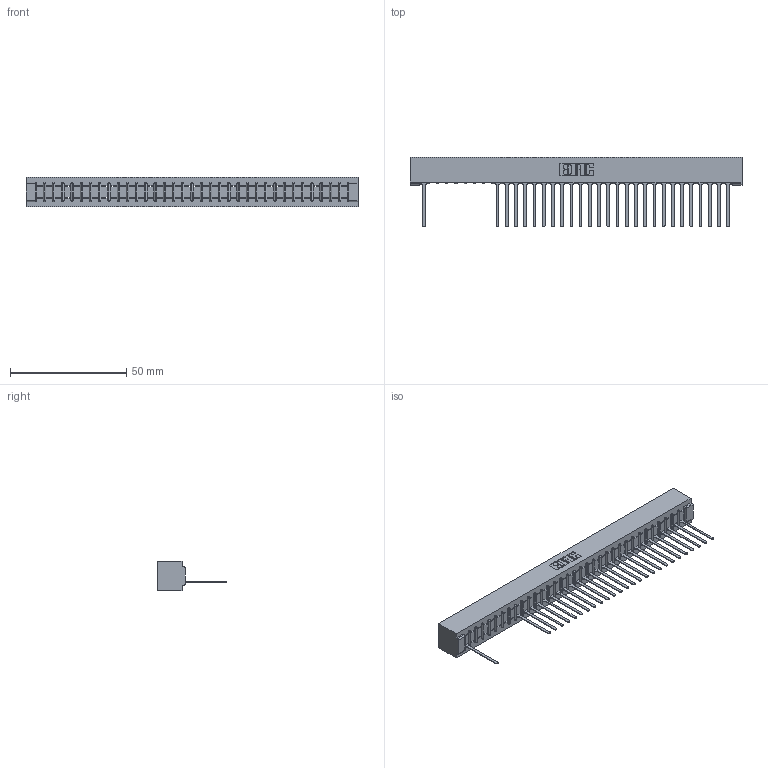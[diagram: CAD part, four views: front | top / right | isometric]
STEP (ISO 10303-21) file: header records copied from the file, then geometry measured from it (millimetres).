
FILE_DESCRIPTION (( 'STEP AP203' ), '1' );
FILE_NAME ('307-034-545-101.STEP', '2018-08-05T00:36:05', ( '' ), ( '' ), 'SwSTEP 2.0', 'SolidWorks 2016', '' );
FILE_SCHEMA (( 'CONFIG_CONTROL_DESIGN' ));
Length unit declared in the file: inch
Products named in the file (3): 307 Part_No Mounting Lugs; 307-290-001_545; 307-034-545-101
Assembly tree (28 placements, depth 2):
  307-034-545-101
    307 Part_No Mounting Lugs
    307-290-001_545  x27
Bounding box: 142.6 x 30 x 12.7 mm (x, y, z)
Volume: 15275.4 mm3; surface area: 16267.1 mm2
Topology: 28 solids, 28 shells, 1797 faces, 5121 edges, 3282 vertices
Faces by surface type: plane 1149, cylinder 578, sphere 70
Entity records: 29600 total; most frequent: CARTESIAN_POINT 5013, ORIENTED_EDGE 5006, DIRECTION 4871, EDGE_CURVE 2503, LINE 1919, VECTOR 1919, VERTEX_POINT 1618, AXIS2_PLACEMENT_3D 1476
